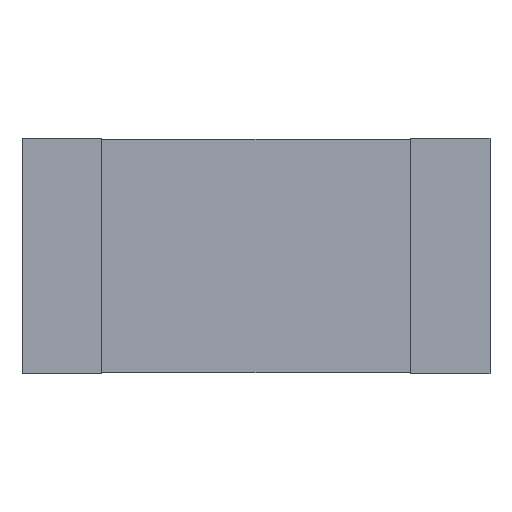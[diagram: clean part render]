
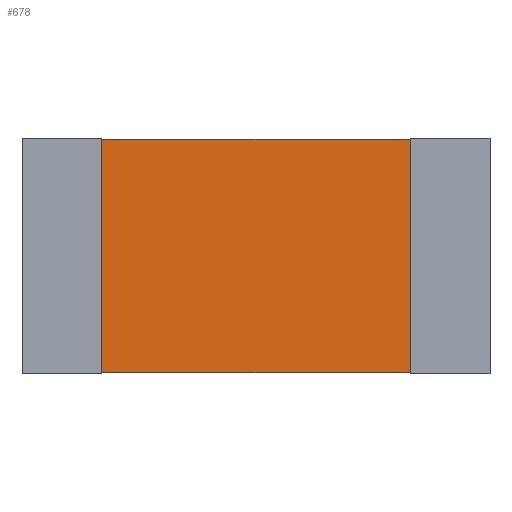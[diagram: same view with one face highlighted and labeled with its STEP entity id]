
A CAD part, front view. The second image highlights one B-rep face of the part: STEP entity #678.
In plain terms, the highlighted planar face has unit normal (0, -1, 0).
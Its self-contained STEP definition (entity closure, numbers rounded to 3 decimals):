
#45=FACE_OUTER_BOUND('',#83,.T.);
#83=EDGE_LOOP('',(#526,#527,#528,#529));
#157=LINE('',#1030,#241);
#158=LINE('',#1033,#242);
#159=LINE('',#1035,#243);
#160=LINE('',#1036,#244);
#241=VECTOR('',#852,3.222);
#242=VECTOR('',#855,4.25);
#243=VECTOR('',#856,4.25);
#244=VECTOR('',#857,3.222);
#303=VERTEX_POINT('',#1024);
#305=VERTEX_POINT('',#1028);
#306=VERTEX_POINT('',#1032);
#307=VERTEX_POINT('',#1034);
#381=EDGE_CURVE('',#303,#305,#157,.T.);
#382=EDGE_CURVE('',#303,#306,#158,.T.);
#383=EDGE_CURVE('',#307,#305,#159,.T.);
#384=EDGE_CURVE('',#306,#307,#160,.T.);
#526=ORIENTED_EDGE('',*,*,#382,.F.);
#527=ORIENTED_EDGE('',*,*,#381,.T.);
#528=ORIENTED_EDGE('',*,*,#383,.F.);
#529=ORIENTED_EDGE('',*,*,#384,.F.);
#597=PLANE('',#722);
#678=ADVANCED_FACE('',(#45),#597,.T.);
#722=AXIS2_PLACEMENT_3D('',#1031,#853,#854);
#852=DIRECTION('',(0.,0.,-1.));
#853=DIRECTION('center_axis',(0.,-1.,0.));
#854=DIRECTION('ref_axis',(-1.,0.,0.));
#855=DIRECTION('',(1.,0.,0.));
#856=DIRECTION('',(-1.,0.,0.));
#857=DIRECTION('',(0.,0.,-1.));
#1024=CARTESIAN_POINT('',(1.086,-0.014,3.222));
#1028=CARTESIAN_POINT('',(1.086,-0.014,0.));
#1030=CARTESIAN_POINT('',(1.086,-0.014,3.222));
#1031=CARTESIAN_POINT('Origin',(5.336,-0.014,3.222));
#1032=CARTESIAN_POINT('',(5.336,-0.014,3.222));
#1033=CARTESIAN_POINT('',(1.086,-0.014,3.222));
#1034=CARTESIAN_POINT('',(5.336,-0.014,0.));
#1035=CARTESIAN_POINT('',(1.086,-0.014,0.));
#1036=CARTESIAN_POINT('',(5.336,-0.014,3.222));
